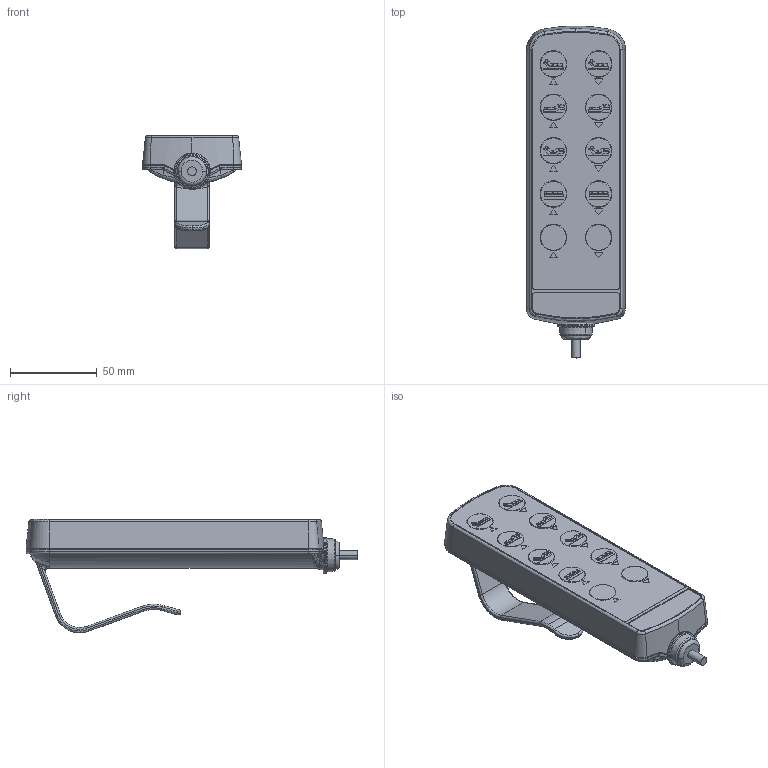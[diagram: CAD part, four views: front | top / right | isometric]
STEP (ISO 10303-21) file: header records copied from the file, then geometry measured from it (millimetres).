
FILE_DESCRIPTION (( 'STEP AP203' ), '1' );
FILE_NAME ('IPROXX 10 Haken.STEP', '2013-06-27T13:41:03', ( 'admin' ), ( 'Hewlett-Packard Company' ), 'SwSTEP 2.0', 'SolidWorks 2012', '' );
FILE_SCHEMA (( 'CONFIG_CONTROL_DESIGN' ));
Length unit declared in the file: millimetre
Products named in the file (1): IPROXX 10 Haken
Bounding box: 57 x 191.34 x 65.45 mm (x, y, z)
Volume: 239043.1 mm3; surface area: 33562.4 mm2
Topology: 1 solids, 1 shells, 627 faces, 1547 edges, 988 vertices
Faces by surface type: plane 262, cylinder 208, bspline 105, torus 48, cone 4
Entity records: 26483 total; most frequent: CARTESIAN_POINT 12428, ORIENTED_EDGE 3086, DIRECTION 2599, EDGE_CURVE 1543, VERTEX_POINT 988, AXIS2_PLACEMENT_3D 973, EDGE_LOOP 697, VECTOR 653
